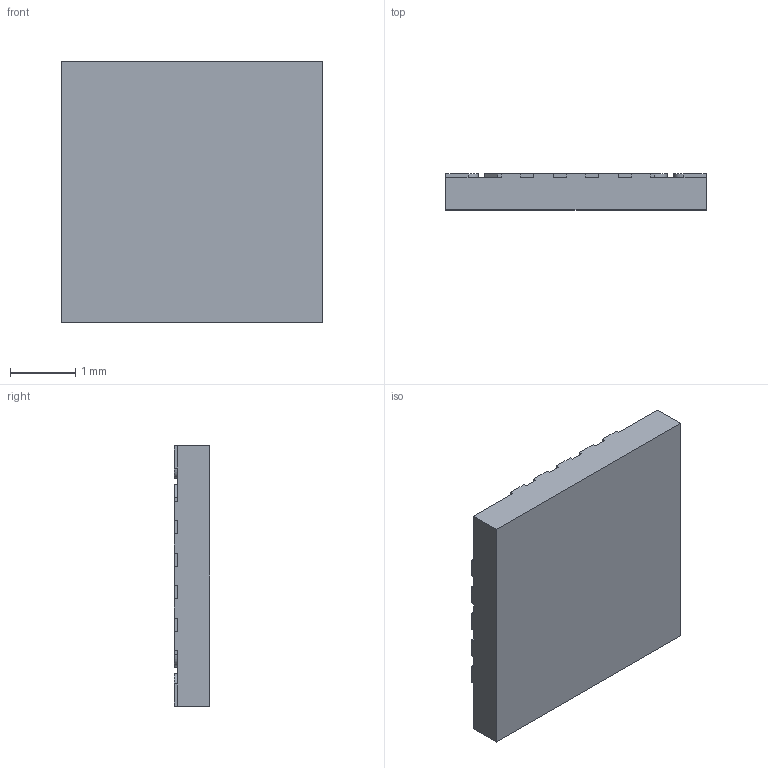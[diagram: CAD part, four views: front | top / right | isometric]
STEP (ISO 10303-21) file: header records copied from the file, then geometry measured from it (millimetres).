
FILE_DESCRIPTION(/* description */ (''),/* implementation_level */ '2;1');
FILE_NAME(/* name */ 'MCU.step',/* time_stamp */ '2019-03-04T19:36:36+01:00',/* author */ (''),/* organization */ (''),/* preprocessor_version */ 'ST-DEVELOPER v17.2',/* originating_system */ 'Autodesk Translation Framework v7.6.0.251',/* authorisation */ '');
FILE_SCHEMA (('AUTOMOTIVE_DESIGN { 1 0 10303 214 3 1 1 }'));
Length unit declared in the file: millimetre
Products named in the file (1): MCU
Bounding box: 4 x 0.55 x 4 mm (x, y, z)
Volume: 8.5 mm3; surface area: 42 mm2
Topology: 1 solids, 1 shells, 95 faces, 276 edges, 184 vertices
Faces by surface type: plane 72, cylinder 23
Entity records: 3149 total; most frequent: CARTESIAN_POINT 556, ORIENTED_EDGE 552, DIRECTION 514, EDGE_CURVE 276, LINE 230, VECTOR 230, VERTEX_POINT 184, AXIS2_PLACEMENT_3D 142
